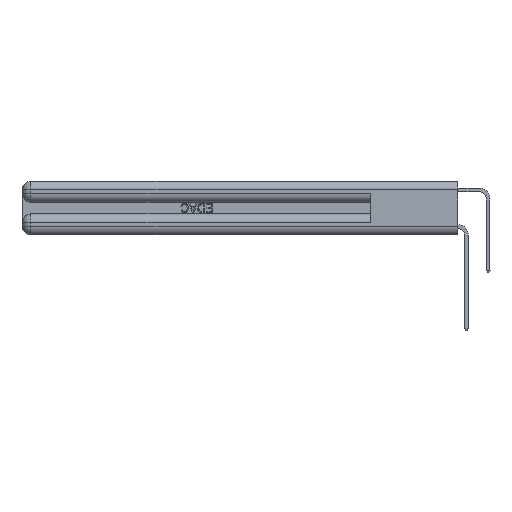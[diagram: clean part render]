
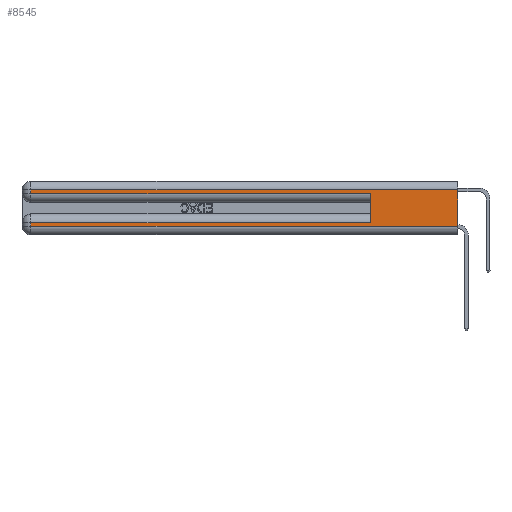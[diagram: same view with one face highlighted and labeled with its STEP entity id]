
A CAD part, left-side view. The second image highlights one B-rep face of the part: STEP entity #8545.
In plain terms, the highlighted planar face has unit normal (-1, 0, 0).
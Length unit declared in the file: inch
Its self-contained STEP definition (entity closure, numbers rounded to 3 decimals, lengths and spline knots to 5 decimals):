
#1205 = LINE ( 'NONE', #19688, #24519 ) ;
#1354 = EDGE_CURVE ( 'NONE', #1994, #20884, #29346, .T. ) ;
#1866 = VECTOR ( 'NONE', #11812, 39.37008 ) ;
#1994 = VERTEX_POINT ( 'NONE', #4287 ) ;
#2143 = VECTOR ( 'NONE', #10826, 39.37008 ) ;
#2318 = LINE ( 'NONE', #26072, #29147 ) ;
#2791 = CARTESIAN_POINT ( 'NONE',  ( 0., 2.94, 0.085 ) ) ;
#3765 = VERTEX_POINT ( 'NONE', #13567 ) ;
#4287 = CARTESIAN_POINT ( 'NONE',  ( 0., 2.94, 0.31 ) ) ;
#5909 = VECTOR ( 'NONE', #19552, 39.37008 ) ;
#6793 = VERTEX_POINT ( 'NONE', #20343 ) ;
#7040 = DIRECTION ( 'NONE',  ( 0., 0., 1. ) ) ;
#7096 = VECTOR ( 'NONE', #30557, 39.37008 ) ;
#8545 = ADVANCED_FACE ( 'NONE', ( #18907 ), #11619, .F. ) ;
#8866 = ORIENTED_EDGE ( 'NONE', *, *, #12376, .T. ) ;
#9070 = ORIENTED_EDGE ( 'NONE', *, *, #1354, .T. ) ;
#9346 = EDGE_CURVE ( 'NONE', #30494, #19266, #15882, .T. ) ;
#9442 = CARTESIAN_POINT ( 'NONE',  ( 0., 0., 0.37 ) ) ;
#10089 = CARTESIAN_POINT ( 'NONE',  ( 0., 0., 0.085 ) ) ;
#10243 = DIRECTION ( 'NONE',  ( 0., 0., -1. ) ) ;
#10517 = LINE ( 'NONE', #27134, #2143 ) ;
#10679 = DIRECTION ( 'NONE',  ( 0., 0., -1. ) ) ;
#10697 = CARTESIAN_POINT ( 'NONE',  ( 0., 2.94, 0.37 ) ) ;
#10826 = DIRECTION ( 'NONE',  ( 0., -1., 0. ) ) ;
#11009 = CARTESIAN_POINT ( 'NONE',  ( 0., 0.6, 0.285 ) ) ;
#11280 = VECTOR ( 'NONE', #7040, 39.37008 ) ;
#11283 = CARTESIAN_POINT ( 'NONE',  ( 0., 0., 0.31 ) ) ;
#11484 = ORIENTED_EDGE ( 'NONE', *, *, #25980, .T. ) ;
#11619 = PLANE ( 'NONE',  #28104 ) ;
#11806 = DIRECTION ( 'NONE',  ( 0., -1., 0. ) ) ;
#11812 = DIRECTION ( 'NONE',  ( 0., 0., -1. ) ) ;
#12189 = CARTESIAN_POINT ( 'NONE',  ( 0., 0., 0.31 ) ) ;
#12376 = EDGE_CURVE ( 'NONE', #30494, #19171, #24188, .T. ) ;
#13567 = CARTESIAN_POINT ( 'NONE',  ( 0., 2.94, 0.06 ) ) ;
#15510 = CARTESIAN_POINT ( 'NONE',  ( 0., 0.6, 0.085 ) ) ;
#15882 = LINE ( 'NONE', #21163, #11280 ) ;
#17197 = ORIENTED_EDGE ( 'NONE', *, *, #9346, .F. ) ;
#17497 = DIRECTION ( 'NONE',  ( 0., 0., -1. ) ) ;
#18907 = FACE_OUTER_BOUND ( 'NONE', #21643, .T. ) ;
#19171 = VERTEX_POINT ( 'NONE', #2791 ) ;
#19266 = VERTEX_POINT ( 'NONE', #11009 ) ;
#19552 = DIRECTION ( 'NONE',  ( 0., 1., 0. ) ) ;
#19688 = CARTESIAN_POINT ( 'NONE',  ( 0., 2.94, 0.37 ) ) ;
#19705 = EDGE_CURVE ( 'NONE', #20884, #19266, #10517, .T. ) ;
#19817 = EDGE_CURVE ( 'NONE', #26993, #1994, #27905, .T. ) ;
#20343 = CARTESIAN_POINT ( 'NONE',  ( 0., 0., 0.06 ) ) ;
#20884 = VERTEX_POINT ( 'NONE', #26569 ) ;
#21037 = VECTOR ( 'NONE', #10243, 39.37008 ) ;
#21163 = CARTESIAN_POINT ( 'NONE',  ( 0., 0.6, 0.145 ) ) ;
#21643 = EDGE_LOOP ( 'NONE', ( #24973, #22092, #9070, #28731, #17197, #8866, #27222, #11484 ) ) ;
#22092 = ORIENTED_EDGE ( 'NONE', *, *, #19817, .T. ) ;
#22744 = EDGE_CURVE ( 'NONE', #19171, #3765, #1205, .T. ) ;
#24188 = LINE ( 'NONE', #10089, #5909 ) ;
#24519 = VECTOR ( 'NONE', #10679, 39.37008 ) ;
#24973 = ORIENTED_EDGE ( 'NONE', *, *, #27801, .F. ) ;
#25772 = LINE ( 'NONE', #28280, #1866 ) ;
#25980 = EDGE_CURVE ( 'NONE', #3765, #6793, #2318, .T. ) ;
#26072 = CARTESIAN_POINT ( 'NONE',  ( 0., 0., 0.06 ) ) ;
#26569 = CARTESIAN_POINT ( 'NONE',  ( 0., 2.94, 0.285 ) ) ;
#26993 = VERTEX_POINT ( 'NONE', #12189 ) ;
#27134 = CARTESIAN_POINT ( 'NONE',  ( 0., 0., 0.285 ) ) ;
#27222 = ORIENTED_EDGE ( 'NONE', *, *, #22744, .T. ) ;
#27801 = EDGE_CURVE ( 'NONE', #26993, #6793, #25772, .T. ) ;
#27905 = LINE ( 'NONE', #11283, #7096 ) ;
#28104 = AXIS2_PLACEMENT_3D ( 'NONE', #9442, #28392, #17497 ) ;
#28280 = CARTESIAN_POINT ( 'NONE',  ( 0., 0., 0.37 ) ) ;
#28392 = DIRECTION ( 'NONE',  ( 1., 0., 0. ) ) ;
#28731 = ORIENTED_EDGE ( 'NONE', *, *, #19705, .T. ) ;
#29147 = VECTOR ( 'NONE', #11806, 39.37008 ) ;
#29346 = LINE ( 'NONE', #10697, #21037 ) ;
#30494 = VERTEX_POINT ( 'NONE', #15510 ) ;
#30557 = DIRECTION ( 'NONE',  ( 0., 1., 0. ) ) ;
